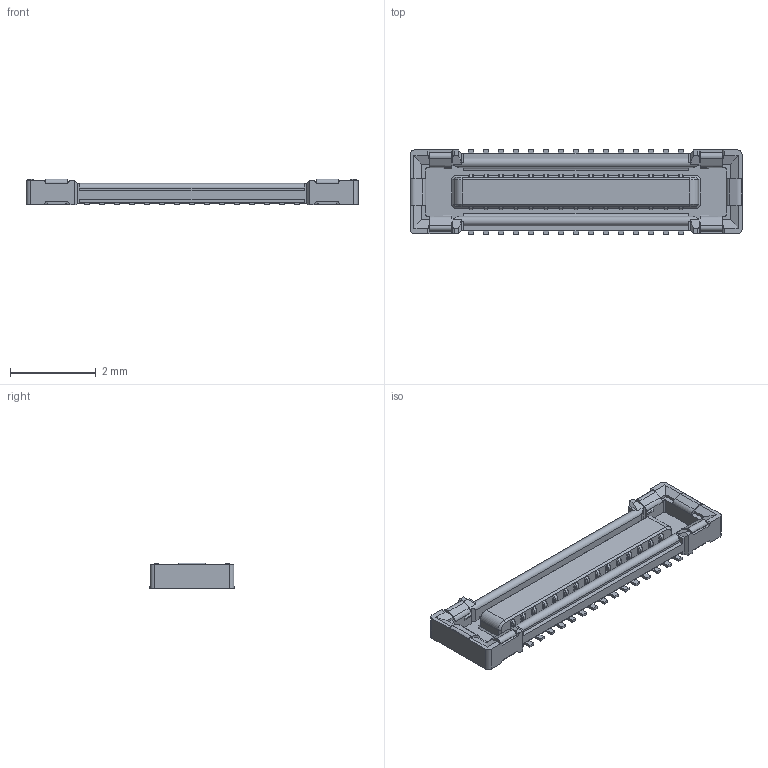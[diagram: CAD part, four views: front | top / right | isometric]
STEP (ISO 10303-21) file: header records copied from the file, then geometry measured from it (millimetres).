
FILE_DESCRIPTION((''),'2;1');
FILE_NAME('HIROSE_BM23FR0_6-30DS-0_35V','2019-09-24T11:28:06',('dburnier'),(''),'CREO PARAMETRIC BY PTC INC, 2018100','CREO PARAMETRIC BY PTC INC, 2018100','');
FILE_SCHEMA(('AUTOMOTIVE_DESIGN { 1 0 10303 214 1 1 1 1 }'));
Length unit declared in the file: millimetre
Products named in the file (1): HIROSE_BM23FR0_6-30DS-0_35V
Bounding box: 7.75 x 1.98 x 0.6 mm (x, y, z)
Volume: 5 mm3; surface area: 52.8 mm2
Topology: 1 solids, 5 shells, 725 faces, 2150 edges, 1440 vertices
Faces by surface type: plane 525, cylinder 136, cone 64
Entity records: 30792 total; most frequent: CARTESIAN_POINT 4687, ORIENTED_EDGE 4300, DIRECTION 4018, EDGE_CURVE 2150, VECTOR 1552, LINE 1552, VERTEX_POINT 1440, AXIS2_PLACEMENT_3D 1233
